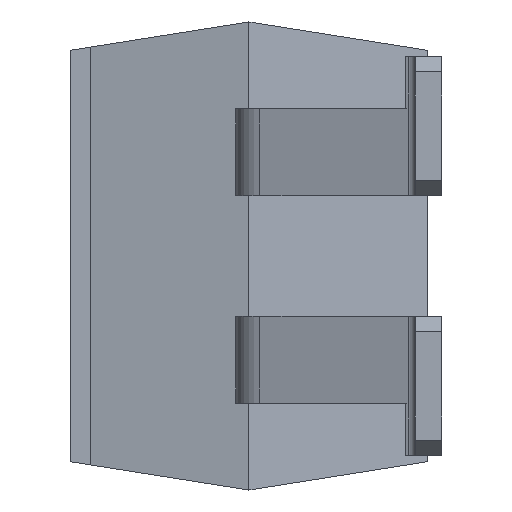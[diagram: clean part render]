
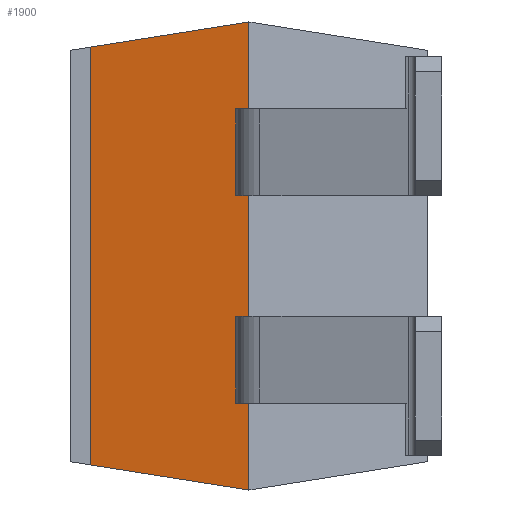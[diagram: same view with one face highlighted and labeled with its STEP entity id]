
A CAD part, left-side view. The second image highlights one B-rep face of the part: STEP entity #1900.
In plain terms, the highlighted planar face has unit normal (-0.988, 0.156, 0).
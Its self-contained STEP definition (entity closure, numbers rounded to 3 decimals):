
#77 = DIRECTION ( 'NONE',  ( 0., 0., 1. ) ) ;
#100 = VECTOR ( 'NONE', #77, 1000. ) ;
#356 = ORIENTED_EDGE ( 'NONE', *, *, #537, .T. ) ;
#383 = DIRECTION ( 'NONE',  ( -0.155, -0.976, 0.155 ) ) ;
#537 = EDGE_CURVE ( 'NONE', #2201, #3327, #779, .T. ) ;
#779 = LINE ( 'NONE', #2510, #1341 ) ;
#815 = LINE ( 'NONE', #1961, #100 ) ;
#945 = CARTESIAN_POINT ( 'NONE',  ( -3.25, 0., 2.29 ) ) ;
#1193 = CARTESIAN_POINT ( 'NONE',  ( -3.25, 0., -2.29 ) ) ;
#1341 = VECTOR ( 'NONE', #3758, 1000. ) ;
#1355 = CARTESIAN_POINT ( 'NONE',  ( -3.005, 1.55, 2.045 ) ) ;
#1416 = AXIS2_PLACEMENT_3D ( 'NONE', #945, #3821, #3164 ) ;
#1421 = FACE_OUTER_BOUND ( 'NONE', #1677, .T. ) ;
#1502 = CARTESIAN_POINT ( 'NONE',  ( -3.005, 1.55, 2.29 ) ) ;
#1531 = EDGE_CURVE ( 'NONE', #3327, #3157, #815, .T. ) ;
#1677 = EDGE_LOOP ( 'NONE', ( #3090, #356, #3230, #3269 ) ) ;
#1839 = DIRECTION ( 'NONE',  ( 0., 0., 1. ) ) ;
#1900 = ADVANCED_FACE ( 'NONE', ( #1421 ), #3176, .T. ) ;
#1961 = CARTESIAN_POINT ( 'NONE',  ( -3.25, 0., 2.29 ) ) ;
#2186 = CARTESIAN_POINT ( 'NONE',  ( -3.005, 1.55, -2.045 ) ) ;
#2201 = VERTEX_POINT ( 'NONE', #2186 ) ;
#2271 = CARTESIAN_POINT ( 'NONE',  ( -3.095, 0.98, 2.135 ) ) ;
#2311 = EDGE_CURVE ( 'NONE', #2427, #3157, #3057, .T. ) ;
#2427 = VERTEX_POINT ( 'NONE', #1355 ) ;
#2510 = CARTESIAN_POINT ( 'NONE',  ( -3.141, 0.691, -2.181 ) ) ;
#2624 = EDGE_CURVE ( 'NONE', #2201, #2427, #3986, .T. ) ;
#2690 = CARTESIAN_POINT ( 'NONE',  ( -3.25, 0., 2.29 ) ) ;
#3057 = LINE ( 'NONE', #2271, #3459 ) ;
#3090 = ORIENTED_EDGE ( 'NONE', *, *, #2624, .F. ) ;
#3157 = VERTEX_POINT ( 'NONE', #2690 ) ;
#3164 = DIRECTION ( 'NONE',  ( -0.156, -0.988, 0. ) ) ;
#3176 = PLANE ( 'NONE',  #1416 ) ;
#3230 = ORIENTED_EDGE ( 'NONE', *, *, #1531, .T. ) ;
#3269 = ORIENTED_EDGE ( 'NONE', *, *, #2311, .F. ) ;
#3327 = VERTEX_POINT ( 'NONE', #1193 ) ;
#3459 = VECTOR ( 'NONE', #383, 1000. ) ;
#3758 = DIRECTION ( 'NONE',  ( -0.155, -0.976, -0.155 ) ) ;
#3821 = DIRECTION ( 'NONE',  ( -0.988, 0.156, 0. ) ) ;
#3986 = LINE ( 'NONE', #1502, #4088 ) ;
#4088 = VECTOR ( 'NONE', #1839, 1000. ) ;
